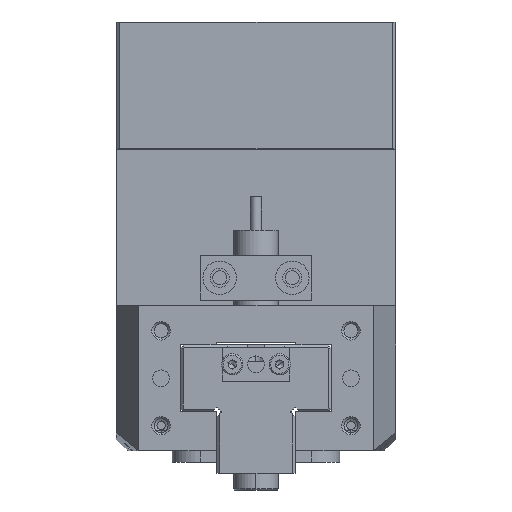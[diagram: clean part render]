
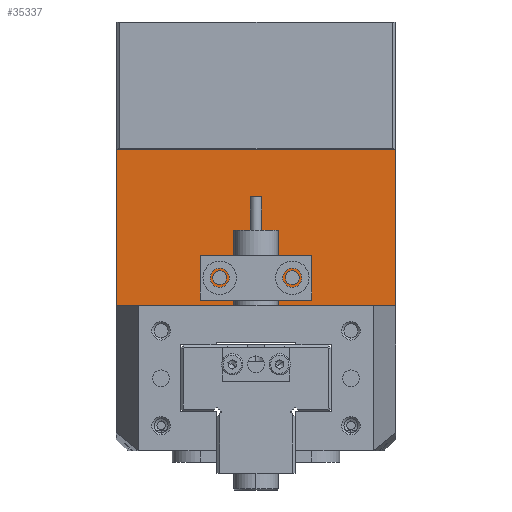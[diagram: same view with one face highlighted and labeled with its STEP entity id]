
A CAD part, left-side view. The second image highlights one B-rep face of the part: STEP entity #35337.
In plain terms, the highlighted planar face has unit normal (-1, 0, 0).
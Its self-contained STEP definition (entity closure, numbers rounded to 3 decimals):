
#553 = EDGE_CURVE ( 'NONE', #24613, #31006, #25111, .T. ) ;
#582 = FACE_BOUND ( 'NONE', #6790, .T. ) ;
#639 = AXIS2_PLACEMENT_3D ( 'NONE', #22839, #4590, #16647 ) ;
#912 = CARTESIAN_POINT ( 'NONE',  ( -33.185, -0.48, 105.411 ) ) ;
#2591 = ORIENTED_EDGE ( 'NONE', *, *, #5654, .F. ) ;
#2708 = AXIS2_PLACEMENT_3D ( 'NONE', #39225, #27460, #21324 ) ;
#3966 = DIRECTION ( 'NONE',  ( 0., 0., 1. ) ) ;
#3993 = CARTESIAN_POINT ( 'NONE',  ( -33.185, -0.48, 102.911 ) ) ;
#4372 = CARTESIAN_POINT ( 'NONE',  ( -33.185, -0.48, 104.161 ) ) ;
#4509 = DIRECTION ( 'NONE',  ( 0., 0., 1. ) ) ;
#4590 = DIRECTION ( 'NONE',  ( -1., 0., 0. ) ) ;
#5272 = EDGE_CURVE ( 'NONE', #5378, #23827, #8444, .T. ) ;
#5378 = VERTEX_POINT ( 'NONE', #34235 ) ;
#5654 = EDGE_CURVE ( 'NONE', #25230, #21297, #7005, .T. ) ;
#6676 = CARTESIAN_POINT ( 'NONE',  ( -33.185, -18.98, 99.161 ) ) ;
#6790 = EDGE_LOOP ( 'NONE', ( #23433, #2591 ) ) ;
#7005 = CIRCLE ( 'NONE', #639, 1.25 ) ;
#8203 = ORIENTED_EDGE ( 'NONE', *, *, #39007, .F. ) ;
#8246 = CARTESIAN_POINT ( 'NONE',  ( -33.185, 31.02, 99.161 ) ) ;
#8444 = LINE ( 'NONE', #23727, #9857 ) ;
#9354 = CIRCLE ( 'NONE', #24394, 1.25 ) ;
#9698 = CARTESIAN_POINT ( 'NONE',  ( -33.185, 12.52, 104.161 ) ) ;
#9857 = VECTOR ( 'NONE', #29867, 1000. ) ;
#11143 = VERTEX_POINT ( 'NONE', #35467 ) ;
#11151 = CARTESIAN_POINT ( 'NONE',  ( -33.185, -18.98, 99.161 ) ) ;
#11386 = EDGE_CURVE ( 'NONE', #5378, #24613, #13402, .T. ) ;
#12178 = VERTEX_POINT ( 'NONE', #30014 ) ;
#12746 = DIRECTION ( 'NONE',  ( 0., 0., 1. ) ) ;
#12861 = VECTOR ( 'NONE', #15086, 1000. ) ;
#13114 = DIRECTION ( 'NONE',  ( -1., 0., 0. ) ) ;
#13402 = LINE ( 'NONE', #39046, #12861 ) ;
#14836 = LINE ( 'NONE', #35591, #23944 ) ;
#14864 = FACE_BOUND ( 'NONE', #30439, .T. ) ;
#15086 = DIRECTION ( 'NONE',  ( 0., 0., -1. ) ) ;
#16164 = DIRECTION ( 'NONE',  ( -1., 0., 0. ) ) ;
#16647 = DIRECTION ( 'NONE',  ( 0., 0., 1. ) ) ;
#16809 = ORIENTED_EDGE ( 'NONE', *, *, #11386, .F. ) ;
#17333 = CIRCLE ( 'NONE', #25215, 1.25 ) ;
#17550 = EDGE_LOOP ( 'NONE', ( #32709, #28720, #16809, #36892 ) ) ;
#19240 = CARTESIAN_POINT ( 'NONE',  ( -33.185, 12.52, 104.161 ) ) ;
#20361 = VECTOR ( 'NONE', #31968, 1000. ) ;
#21297 = VERTEX_POINT ( 'NONE', #912 ) ;
#21324 = DIRECTION ( 'NONE',  ( 0., 0., -1. ) ) ;
#22839 = CARTESIAN_POINT ( 'NONE',  ( -33.185, -0.48, 104.161 ) ) ;
#23433 = ORIENTED_EDGE ( 'NONE', *, *, #28922, .F. ) ;
#23727 = CARTESIAN_POINT ( 'NONE',  ( -33.185, 6.02, 127.161 ) ) ;
#23827 = VERTEX_POINT ( 'NONE', #34467 ) ;
#23944 = VECTOR ( 'NONE', #38410, 1000. ) ;
#24132 = ORIENTED_EDGE ( 'NONE', *, *, #36155, .F. ) ;
#24394 = AXIS2_PLACEMENT_3D ( 'NONE', #19240, #13114, #3966 ) ;
#24613 = VERTEX_POINT ( 'NONE', #6676 ) ;
#25111 = LINE ( 'NONE', #11151, #20361 ) ;
#25215 = AXIS2_PLACEMENT_3D ( 'NONE', #9698, #31043, #12746 ) ;
#25230 = VERTEX_POINT ( 'NONE', #3993 ) ;
#25898 = FACE_OUTER_BOUND ( 'NONE', #17550, .T. ) ;
#27460 = DIRECTION ( 'NONE',  ( 1., 0., 0. ) ) ;
#28396 = EDGE_CURVE ( 'NONE', #23827, #31006, #14836, .T. ) ;
#28720 = ORIENTED_EDGE ( 'NONE', *, *, #553, .F. ) ;
#28922 = EDGE_CURVE ( 'NONE', #21297, #25230, #39197, .T. ) ;
#28943 = AXIS2_PLACEMENT_3D ( 'NONE', #4372, #16164, #4509 ) ;
#29867 = DIRECTION ( 'NONE',  ( 0., 1., 0. ) ) ;
#30014 = CARTESIAN_POINT ( 'NONE',  ( -33.185, 12.52, 102.911 ) ) ;
#30439 = EDGE_LOOP ( 'NONE', ( #8203, #24132 ) ) ;
#31006 = VERTEX_POINT ( 'NONE', #8246 ) ;
#31043 = DIRECTION ( 'NONE',  ( -1., 0., 0. ) ) ;
#31968 = DIRECTION ( 'NONE',  ( 0., 1., 0. ) ) ;
#32709 = ORIENTED_EDGE ( 'NONE', *, *, #28396, .T. ) ;
#34235 = CARTESIAN_POINT ( 'NONE',  ( -33.185, -18.98, 127.161 ) ) ;
#34467 = CARTESIAN_POINT ( 'NONE',  ( -33.185, 31.02, 127.161 ) ) ;
#35337 = ADVANCED_FACE ( 'NONE', ( #25898, #14864, #582 ), #36552, .F. ) ;
#35467 = CARTESIAN_POINT ( 'NONE',  ( -33.185, 12.52, 105.411 ) ) ;
#35591 = CARTESIAN_POINT ( 'NONE',  ( -33.185, 31.02, 99.161 ) ) ;
#36155 = EDGE_CURVE ( 'NONE', #12178, #11143, #9354, .T. ) ;
#36552 = PLANE ( 'NONE',  #2708 ) ;
#36892 = ORIENTED_EDGE ( 'NONE', *, *, #5272, .T. ) ;
#38410 = DIRECTION ( 'NONE',  ( 0., 0., -1. ) ) ;
#39007 = EDGE_CURVE ( 'NONE', #11143, #12178, #17333, .T. ) ;
#39046 = CARTESIAN_POINT ( 'NONE',  ( -33.185, -18.98, 99.161 ) ) ;
#39197 = CIRCLE ( 'NONE', #28943, 1.25 ) ;
#39225 = CARTESIAN_POINT ( 'NONE',  ( -33.185, -18.98, 99.161 ) ) ;
